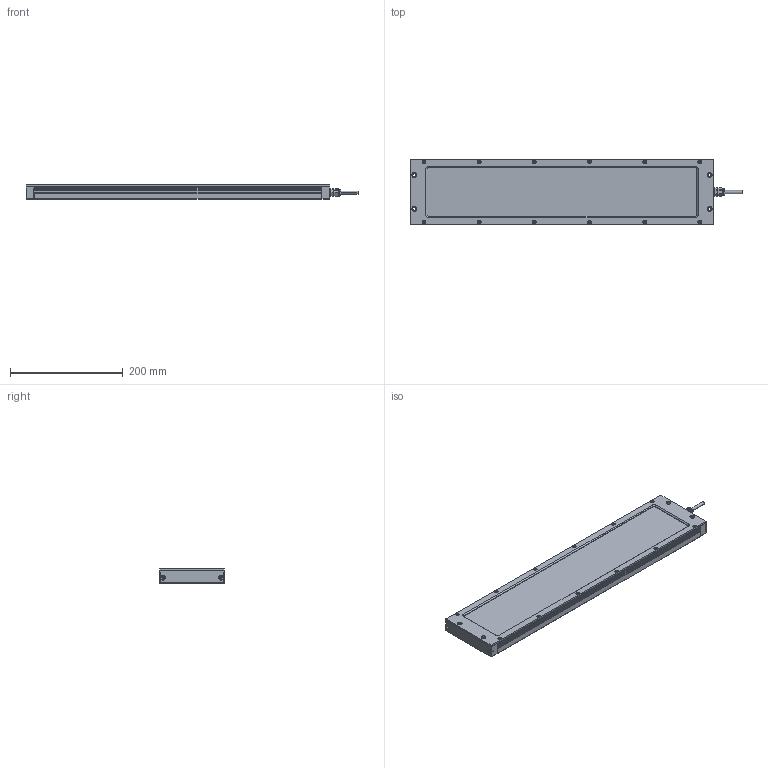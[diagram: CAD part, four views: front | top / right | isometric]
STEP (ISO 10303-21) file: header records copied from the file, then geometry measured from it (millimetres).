
FILE_DESCRIPTION((''),'2;1');
FILE_NAME('NLUP2-20 SERIES.stp','2023-11-29T18:42:56',(''),(''),'Mechanical Desktop 2011','Mechanical Desktop 2011',', , ');
FILE_SCHEMA(('CONFIG_CONTROL_DESIGN'));
Length unit declared in the file: millimetre
Products named in the file (1): Product
Bounding box: 590 x 115 x 26 mm (x, y, z)
Volume: 1427186.7 mm3; surface area: 249768.2 mm2
Topology: 24 solids, 24 shells, 840 faces, 2130 edges, 1361 vertices
Faces by surface type: plane 345, cylinder 182, cone 168, bspline 137, sphere 8
Full cylindrical faces by diameter (mm): 9.865 x7, 11.489 x7
Entity records: 31197 total; most frequent: CARTESIAN_POINT 11079, ORIENTED_EDGE 4244, DIRECTION 4073, EDGE_CURVE 2122, AXIS2_PLACEMENT_3D 1417, VERTEX_POINT 1361, VECTOR 1239, LINE 1239
